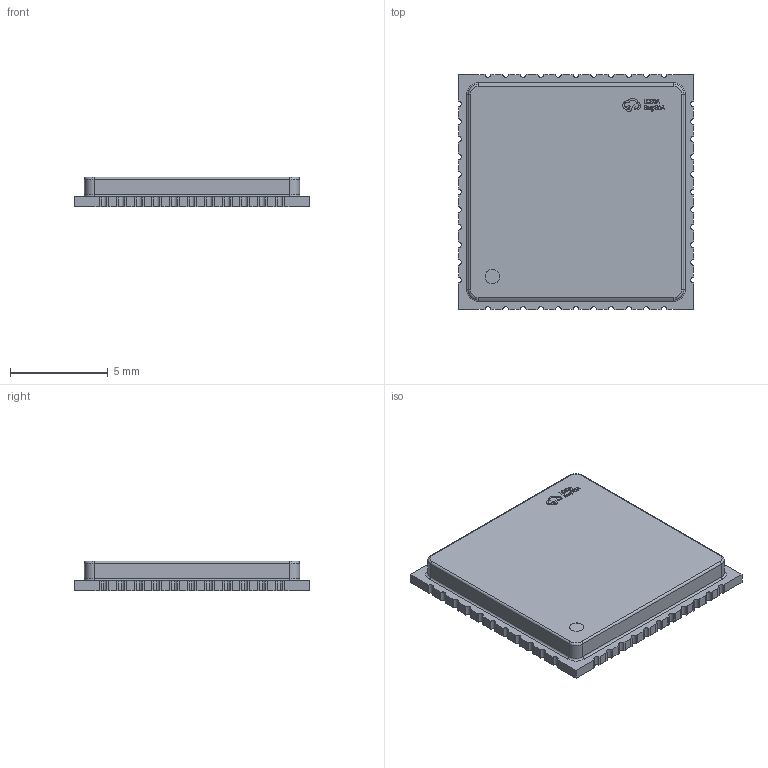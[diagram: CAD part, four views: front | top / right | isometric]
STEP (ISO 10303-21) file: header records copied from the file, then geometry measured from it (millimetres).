
FILE_DESCRIPTION (( 'STEP AP214' ), '1' );
FILE_NAME ('QFN-44_L12.0-W12.0-P0.90-TL_AP6212.step', '2022-07-15T03:25:04', ( '' ), ( '' ), 'SwSTEP 2.0', 'SolidWorks 2020', '' );
FILE_SCHEMA (( 'AUTOMOTIVE_DESIGN' ));
Length unit declared in the file: millimetre
Products named in the file (1): QFN-44_L12.0-W12.0-P0.90-TL_AP6212
Bounding box: 12.02 x 12.02 x 1.51 mm (x, y, z)
Volume: 192.3 mm3; surface area: 355 mm2
Topology: 14 solids, 14 shells, 702 faces, 1967 edges, 1306 vertices
Faces by surface type: plane 507, bspline 112, cylinder 75, torus 8
Entity records: 31450 total; most frequent: CARTESIAN_POINT 6080, ORIENTED_EDGE 3934, DIRECTION 3079, EDGE_CURVE 1967, LINE 1581, VECTOR 1581, VERTEX_POINT 1306, AXIS2_PLACEMENT_3D 749
